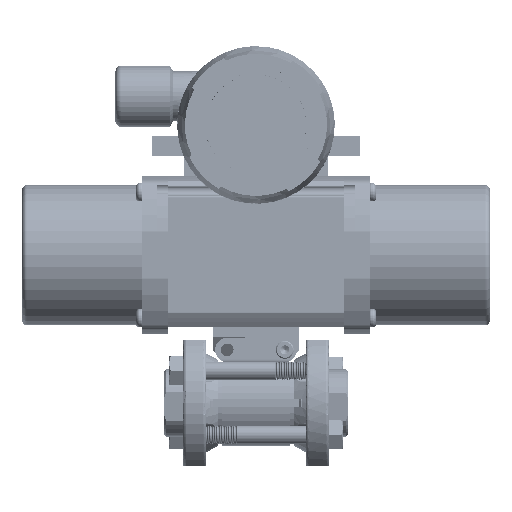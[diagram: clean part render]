
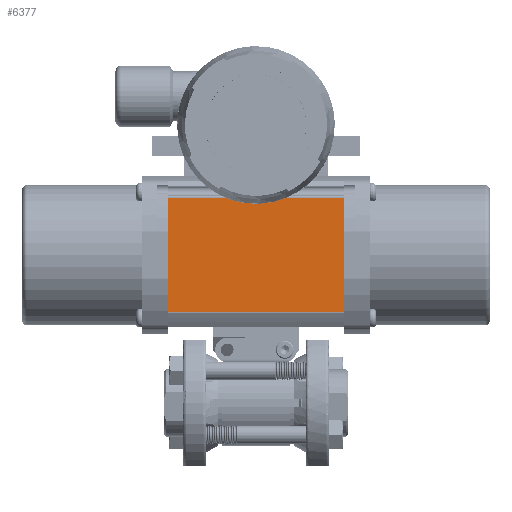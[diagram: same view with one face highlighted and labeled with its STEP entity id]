
A CAD part, top view. The second image highlights one B-rep face of the part: STEP entity #6377.
In plain terms, the highlighted planar face has unit normal (0, 0, 1).
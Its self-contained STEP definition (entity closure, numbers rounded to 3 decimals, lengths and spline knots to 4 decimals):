
#6377 = ADVANCED_FACE ( 'NONE', ( #112520 ), #106991, .F. ) ;
#7354 = DIRECTION ( 'NONE',  ( -1., 0., 0. ) ) ;
#12933 = VECTOR ( 'NONE', #98388, 39.3701 ) ;
#18966 = VERTEX_POINT ( 'NONE', #192431 ) ;
#25121 = CARTESIAN_POINT ( 'NONE',  ( -5.0403, 3.5621, 1.17 ) ) ;
#32649 = CARTESIAN_POINT ( 'NONE',  ( 1.5275, 1.5679, 1.17 ) ) ;
#36839 = DIRECTION ( 'NONE',  ( 0., 0., -1. ) ) ;
#37153 = ORIENTED_EDGE ( 'NONE', *, *, #195746, .F. ) ;
#38900 = VERTEX_POINT ( 'NONE', #32649 ) ;
#39516 = DIRECTION ( 'NONE',  ( 1., 0., 0. ) ) ;
#44848 = CARTESIAN_POINT ( 'NONE',  ( 1.5275, 3.5694, 1.17 ) ) ;
#59793 = VECTOR ( 'NONE', #39516, 39.3701 ) ;
#66492 = ORIENTED_EDGE ( 'NONE', *, *, #179647, .T. ) ;
#72912 = VERTEX_POINT ( 'NONE', #208699 ) ;
#77503 = EDGE_LOOP ( 'NONE', ( #179976, #66492, #37153, #113669 ) ) ;
#79977 = LINE ( 'NONE', #25121, #215339 ) ;
#80631 = CARTESIAN_POINT ( 'NONE',  ( -1.5275, 3.5694, 1.17 ) ) ;
#89333 = AXIS2_PLACEMENT_3D ( 'NONE', #141754, #36839, #160361 ) ;
#93640 = EDGE_CURVE ( 'NONE', #127542, #38900, #174409, .T. ) ;
#98388 = DIRECTION ( 'NONE',  ( 0., 1., 0. ) ) ;
#106991 = PLANE ( 'NONE',  #89333 ) ;
#112520 = FACE_OUTER_BOUND ( 'NONE', #77503, .T. ) ;
#113669 = ORIENTED_EDGE ( 'NONE', *, *, #216447, .T. ) ;
#121874 = VECTOR ( 'NONE', #150559, 39.3701 ) ;
#126291 = CARTESIAN_POINT ( 'NONE',  ( 1.5275, 3.5621, 1.17 ) ) ;
#127542 = VERTEX_POINT ( 'NONE', #126291 ) ;
#141754 = CARTESIAN_POINT ( 'NONE',  ( -5.0403, 3.5694, 1.17 ) ) ;
#150559 = DIRECTION ( 'NONE',  ( 0., -1., 0. ) ) ;
#160361 = DIRECTION ( 'NONE',  ( 0., -1., 0. ) ) ;
#174409 = LINE ( 'NONE', #44848, #121874 ) ;
#179647 = EDGE_CURVE ( 'NONE', #127542, #72912, #79977, .T. ) ;
#179976 = ORIENTED_EDGE ( 'NONE', *, *, #93640, .F. ) ;
#180719 = CARTESIAN_POINT ( 'NONE',  ( -5.0403, 1.5679, 1.17 ) ) ;
#192431 = CARTESIAN_POINT ( 'NONE',  ( -1.5275, 1.5679, 1.17 ) ) ;
#195094 = LINE ( 'NONE', #180719, #59793 ) ;
#195746 = EDGE_CURVE ( 'NONE', #18966, #72912, #200666, .T. ) ;
#200666 = LINE ( 'NONE', #80631, #12933 ) ;
#208699 = CARTESIAN_POINT ( 'NONE',  ( -1.5275, 3.5621, 1.17 ) ) ;
#215339 = VECTOR ( 'NONE', #7354, 39.3701 ) ;
#216447 = EDGE_CURVE ( 'NONE', #18966, #38900, #195094, .T. ) ;
